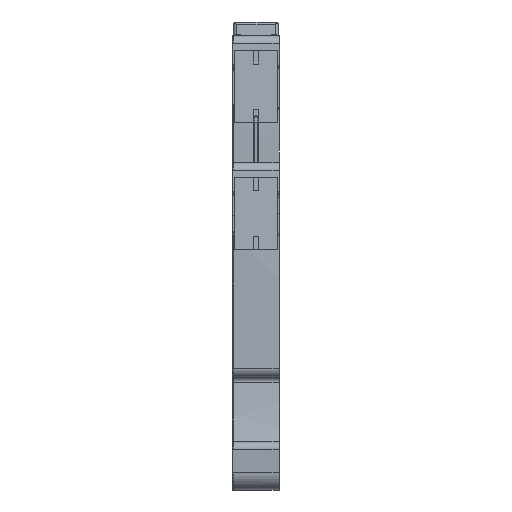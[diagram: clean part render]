
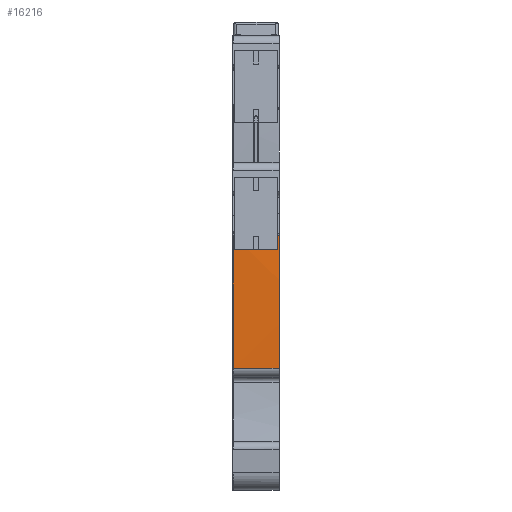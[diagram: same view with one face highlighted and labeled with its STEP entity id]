
A CAD part, front view. The second image highlights one B-rep face of the part: STEP entity #16216.
In plain terms, the highlighted cylindrical face has radius 151.052 mm (diameter 302.104 mm), a partial arc.
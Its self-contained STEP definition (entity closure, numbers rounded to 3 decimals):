
#9412=AXIS2_PLACEMENT_3D('Circle Axis2P3D',#9410,#9411,$) ;
#9419=AXIS2_PLACEMENT_3D('Circle Axis2P3D',#9417,#9418,$) ;
#16202=AXIS2_PLACEMENT_3D('Cylinder Axis2P3D',#16199,#16200,#16201) ;
#3563=CARTESIAN_POINT('Vertex',(0.05,1.529,13.426)) ;
#3600=CARTESIAN_POINT('Control Point',(0.05,1.886,28.054)) ;
#3601=CARTESIAN_POINT('Control Point',(0.05,1.673,25.134)) ;
#3602=CARTESIAN_POINT('Control Point',(0.05,1.531,22.209)) ;
#3603=CARTESIAN_POINT('Control Point',(0.05,1.459,19.281)) ;
#3604=CARTESIAN_POINT('Control Point',(0.05,1.458,16.353)) ;
#3605=CARTESIAN_POINT('Control Point',(0.05,1.529,13.426)) ;
#3606=CARTESIAN_POINT('Vertex',(0.05,1.886,28.054)) ;
#9407=CARTESIAN_POINT('Vertex',(5.1,1.886,28.054)) ;
#9410=CARTESIAN_POINT('Axis2P3D Location',(5.1,152.537,17.05)) ;
#9414=CARTESIAN_POINT('Vertex',(5.1,1.528,13.45)) ;
#9417=CARTESIAN_POINT('Axis2P3D Location',(5.1,2.529,13.45)) ;
#9421=CARTESIAN_POINT('Vertex',(5.1,1.529,13.426)) ;
#16181=CARTESIAN_POINT('Line Origine',(2.55,1.886,28.054)) ;
#16199=CARTESIAN_POINT('Axis2P3D Location',(2.55,152.537,17.05)) ;
#16204=CARTESIAN_POINT('Line Origine',(2.55,1.529,13.426)) ;
#9411=DIRECTION('Axis2P3D Direction',(1.,0.,0.)) ;
#9418=DIRECTION('Axis2P3D Direction',(1.,0.,0.)) ;
#16182=DIRECTION('Vector Direction',(1.,0.,0.)) ;
#16200=DIRECTION('Axis2P3D Direction',(1.,0.,0.)) ;
#16201=DIRECTION('Axis2P3D XDirection',(0.,-0.996,0.089)) ;
#16205=DIRECTION('Vector Direction',(1.,0.,0.)) ;
#16183=VECTOR('Line Direction',#16182,1.) ;
#16206=VECTOR('Line Direction',#16205,1.) ;
#16210=ORIENTED_EDGE('',*,*,#16208,.T.) ;
#16211=ORIENTED_EDGE('',*,*,#9423,.F.) ;
#16212=ORIENTED_EDGE('',*,*,#9416,.F.) ;
#16213=ORIENTED_EDGE('',*,*,#16185,.F.) ;
#16214=ORIENTED_EDGE('',*,*,#3608,.F.) ;
#16216=ADVANCED_FACE('72242_MLD_A2T_2-5_DT-DT -#[PA66_PA6|DKBG]#.1\\Assembly',(#16215),#16203,.T.) ;
#3599=B_SPLINE_CURVE_WITH_KNOTS('',5,(#3600,#3601,#3602,#3603,#3604,#3605),.UNSPECIFIED.,.F.,.U.,(6,6),(0.,14.641),.UNSPECIFIED.) ;
#9413=CIRCLE('generated circle',#9412,151.052) ;
#9420=CIRCLE('generated circle',#9419,1.) ;
#16203=CYLINDRICAL_SURFACE('generated cylinder',#16202,151.052) ;
#3608=EDGE_CURVE('',#3564,#3607,#3599,.F.) ;
#9416=EDGE_CURVE('',#9408,#9415,#9413,.T.) ;
#9423=EDGE_CURVE('',#9415,#9422,#9420,.T.) ;
#16185=EDGE_CURVE('',#3607,#9408,#16184,.T.) ;
#16208=EDGE_CURVE('',#3564,#9422,#16207,.T.) ;
#16209=EDGE_LOOP('',(#16210,#16211,#16212,#16213,#16214)) ;
#16215=FACE_OUTER_BOUND('',#16209,.T.) ;
#16184=LINE('Line',#16181,#16183) ;
#16207=LINE('Line',#16204,#16206) ;
#3564=VERTEX_POINT('',#3563) ;
#3607=VERTEX_POINT('',#3606) ;
#9408=VERTEX_POINT('',#9407) ;
#9415=VERTEX_POINT('',#9414) ;
#9422=VERTEX_POINT('',#9421) ;
